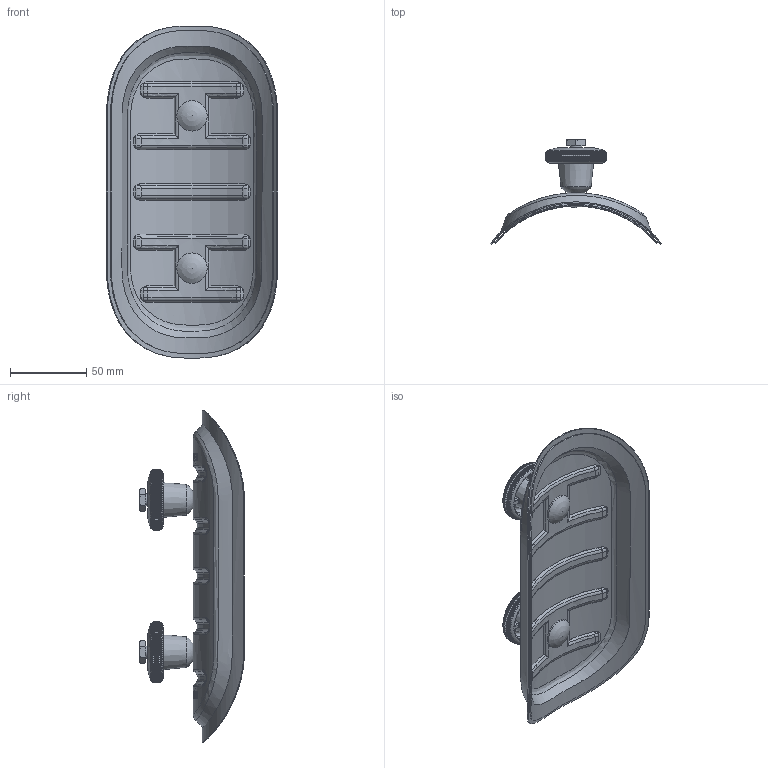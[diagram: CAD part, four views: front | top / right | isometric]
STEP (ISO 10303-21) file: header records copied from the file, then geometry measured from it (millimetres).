
FILE_DESCRIPTION(/* description */ (''),/* implementation_level */ '2;1');
FILE_NAME(/* name */ 'D03A-1009-14_RRD_21_140.stp',/* time_stamp */ '2016-03-09T14:31:31+01:00',/* author */ (''),/* organization */ (''),/* preprocessor_version */ 'ST-DEVELOPER v11',/* originating_system */ 'SIEMENS UGS NX 6.0',/* authorisation */ '');
FILE_SCHEMA (('CONFIG_CONTROL_DESIGN'));
Length unit declared in the file: millimetre
Products named in the file (1): perl6E7Drdnb
Bounding box: 112.45 x 68.74 x 218 mm (x, y, z)
Volume: 42635.5 mm3; surface area: 125647.6 mm2
Topology: 6 solids, 8 shells, 2480 faces, 5586 edges, 3156 vertices
Faces by surface type: cone 898, plane 726, cylinder 397, bspline 213, torus 190, extrusion 52, sphere 4
Full cylindrical faces by diameter (mm): 6.647 x2, 6.8 x2, 7.8 x2, 9 x4, 10.4 x2, 15 x1, 20 x2
Entity records: 81924 total; most frequent: CARTESIAN_POINT 30422, ORIENTED_EDGE 10948, DIRECTION 10216, EDGE_CURVE 5474, AXIS2_PLACEMENT_3D 4068, VERTEX_POINT 3114, EDGE_LOOP 2600, ADVANCED_FACE 2480
